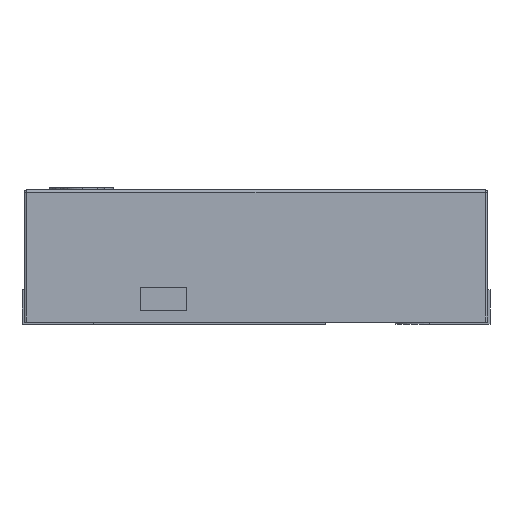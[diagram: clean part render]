
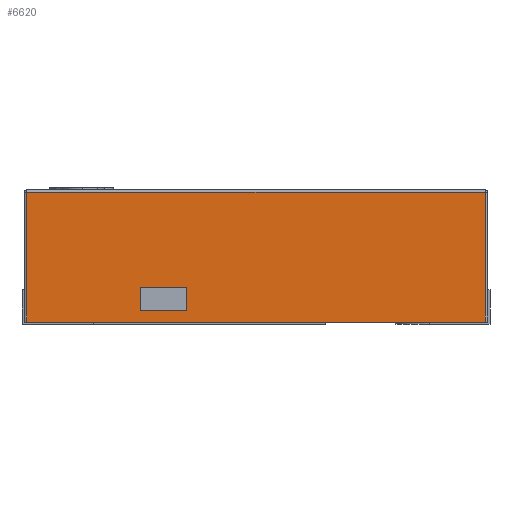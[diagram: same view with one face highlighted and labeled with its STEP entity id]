
A CAD part, left-side view. The second image highlights one B-rep face of the part: STEP entity #6620.
In plain terms, the highlighted planar face has unit normal (-1, 0, 0).
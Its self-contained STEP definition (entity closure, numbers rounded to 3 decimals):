
#96 = AXIS2_PLACEMENT_3D ( 'NONE', #575, #3624, #6748 ) ;
#235 = EDGE_LOOP ( 'NONE', ( #6582, #5363, #11099, #558 ) ) ;
#390 = ORIENTED_EDGE ( 'NONE', *, *, #7040, .F. ) ;
#558 = ORIENTED_EDGE ( 'NONE', *, *, #2606, .T. ) ;
#575 = CARTESIAN_POINT ( 'NONE',  ( -1., 1., -0.57 ) ) ;
#1094 = ORIENTED_EDGE ( 'NONE', *, *, #6112, .F. ) ;
#1325 = VERTEX_POINT ( 'NONE', #7645 ) ;
#1331 = LINE ( 'NONE', #12479, #7003 ) ;
#1807 = VECTOR ( 'NONE', #13269, 1000. ) ;
#1853 = VECTOR ( 'NONE', #6534, 1000. ) ;
#2558 = CARTESIAN_POINT ( 'NONE',  ( -1., 0.99, -0.57 ) ) ;
#2606 = EDGE_CURVE ( 'NONE', #10678, #6285, #12979, .T. ) ;
#3211 = CARTESIAN_POINT ( 'NONE',  ( -1., 0.3, -0.42 ) ) ;
#3262 = EDGE_CURVE ( 'NONE', #4532, #7924, #10765, .T. ) ;
#3404 = VERTEX_POINT ( 'NONE', #7580 ) ;
#3624 = DIRECTION ( 'NONE',  ( -1., 0., 0. ) ) ;
#3703 = DIRECTION ( 'NONE',  ( 0., 1., 0. ) ) ;
#4532 = VERTEX_POINT ( 'NONE', #10778 ) ;
#5106 = LINE ( 'NONE', #9314, #12938 ) ;
#5126 = EDGE_CURVE ( 'NONE', #3404, #4532, #11928, .T. ) ;
#5363 = ORIENTED_EDGE ( 'NONE', *, *, #10256, .T. ) ;
#5677 = EDGE_CURVE ( 'NONE', #1325, #10678, #10833, .T. ) ;
#5705 = CARTESIAN_POINT ( 'NONE',  ( -1., -0.99, -0.57 ) ) ;
#5778 = CARTESIAN_POINT ( 'NONE',  ( -1., 0.5, -0.52 ) ) ;
#5880 = ORIENTED_EDGE ( 'NONE', *, *, #5126, .F. ) ;
#5983 = CARTESIAN_POINT ( 'NONE',  ( -1., 0.5, -0.42 ) ) ;
#6112 = EDGE_CURVE ( 'NONE', #11506, #3404, #1331, .T. ) ;
#6278 = DIRECTION ( 'NONE',  ( 0., 0., -1. ) ) ;
#6285 = VERTEX_POINT ( 'NONE', #10389 ) ;
#6436 = FACE_OUTER_BOUND ( 'NONE', #235, .T. ) ;
#6480 = CARTESIAN_POINT ( 'NONE',  ( -1., 0.5, -0.42 ) ) ;
#6534 = DIRECTION ( 'NONE',  ( 0., 0., -1. ) ) ;
#6582 = ORIENTED_EDGE ( 'NONE', *, *, #11823, .T. ) ;
#6620 = ADVANCED_FACE ( 'NONE', ( #6436, #8451 ), #12552, .T. ) ;
#6748 = DIRECTION ( 'NONE',  ( 0., -1., 0. ) ) ;
#6978 = CARTESIAN_POINT ( 'NONE',  ( -1., 0.99, -0.01 ) ) ;
#7003 = VECTOR ( 'NONE', #6278, 1000. ) ;
#7040 = EDGE_CURVE ( 'NONE', #7924, #11506, #12336, .T. ) ;
#7580 = CARTESIAN_POINT ( 'NONE',  ( -1., 0.5, -0.52 ) ) ;
#7624 = VECTOR ( 'NONE', #8831, 1000. ) ;
#7645 = CARTESIAN_POINT ( 'NONE',  ( -1., -0.99, -0.01 ) ) ;
#7924 = VERTEX_POINT ( 'NONE', #3211 ) ;
#8451 = FACE_BOUND ( 'NONE', #13053, .T. ) ;
#8571 = VECTOR ( 'NONE', #12627, 1000. ) ;
#8587 = CARTESIAN_POINT ( 'NONE',  ( -1., 0.3, -0.52 ) ) ;
#8831 = DIRECTION ( 'NONE',  ( 0., -1., 0. ) ) ;
#8946 = VECTOR ( 'NONE', #11726, 1000. ) ;
#9314 = CARTESIAN_POINT ( 'NONE',  ( -1., 1., -0.57 ) ) ;
#9338 = LINE ( 'NONE', #10663, #8946 ) ;
#10256 = EDGE_CURVE ( 'NONE', #10340, #1325, #9338, .T. ) ;
#10340 = VERTEX_POINT ( 'NONE', #5705 ) ;
#10389 = CARTESIAN_POINT ( 'NONE',  ( -1., 0.99, -0.57 ) ) ;
#10663 = CARTESIAN_POINT ( 'NONE',  ( -1., -0.99, -0.57 ) ) ;
#10678 = VERTEX_POINT ( 'NONE', #6978 ) ;
#10765 = LINE ( 'NONE', #8587, #8571 ) ;
#10778 = CARTESIAN_POINT ( 'NONE',  ( -1., 0.3, -0.52 ) ) ;
#10833 = LINE ( 'NONE', #12084, #11326 ) ;
#11099 = ORIENTED_EDGE ( 'NONE', *, *, #5677, .T. ) ;
#11326 = VECTOR ( 'NONE', #3703, 1000. ) ;
#11506 = VERTEX_POINT ( 'NONE', #6480 ) ;
#11726 = DIRECTION ( 'NONE',  ( 0., 0., 1. ) ) ;
#11823 = EDGE_CURVE ( 'NONE', #6285, #10340, #5106, .T. ) ;
#11928 = LINE ( 'NONE', #5778, #7624 ) ;
#12084 = CARTESIAN_POINT ( 'NONE',  ( -1., 1., -0.01 ) ) ;
#12336 = LINE ( 'NONE', #5983, #1807 ) ;
#12441 = ORIENTED_EDGE ( 'NONE', *, *, #3262, .F. ) ;
#12479 = CARTESIAN_POINT ( 'NONE',  ( -1., 0.5, -0.52 ) ) ;
#12552 = PLANE ( 'NONE',  #96 ) ;
#12627 = DIRECTION ( 'NONE',  ( 0., 0., 1. ) ) ;
#12938 = VECTOR ( 'NONE', #13265, 1000. ) ;
#12979 = LINE ( 'NONE', #2558, #1853 ) ;
#13053 = EDGE_LOOP ( 'NONE', ( #12441, #5880, #1094, #390 ) ) ;
#13265 = DIRECTION ( 'NONE',  ( 0., -1., 0. ) ) ;
#13269 = DIRECTION ( 'NONE',  ( 0., 1., 0. ) ) ;
